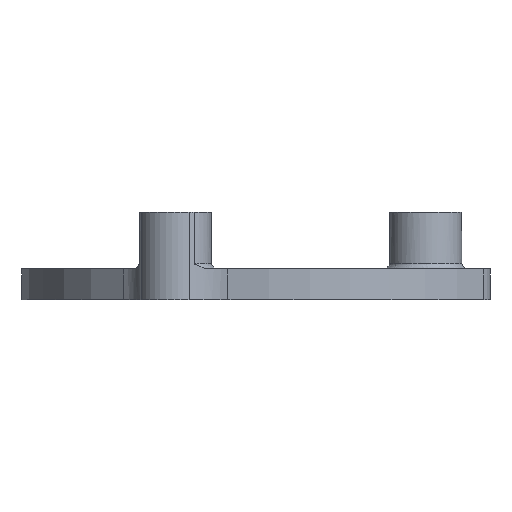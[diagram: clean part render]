
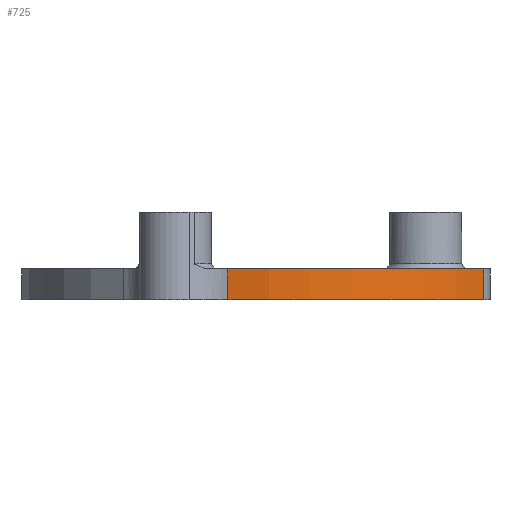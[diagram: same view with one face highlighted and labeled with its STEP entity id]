
A CAD part, left-side view. The second image highlights one B-rep face of the part: STEP entity #725.
In plain terms, the highlighted cylindrical face has radius 25 mm (diameter 50 mm), a partial arc.
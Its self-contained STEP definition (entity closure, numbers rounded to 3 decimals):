
#20=LINE('',#1713,#51);
#42=LINE('',#1781,#73);
#51=VECTOR('',#940,10.);
#73=VECTOR('',#1026,10.);
#105=CYLINDRICAL_SURFACE('',#834,25.);
#128=CIRCLE('',#745,25.);
#146=CIRCLE('',#767,25.);
#230=FACE_OUTER_BOUND('',#289,.T.);
#289=EDGE_LOOP('',(#677,#678,#679,#680));
#312=VERTEX_POINT('',#1225);
#313=VERTEX_POINT('',#1227);
#336=VERTEX_POINT('',#1669);
#337=VERTEX_POINT('',#1671);
#381=EDGE_CURVE('',#312,#313,#128,.T.);
#412=EDGE_CURVE('',#336,#337,#146,.T.);
#433=EDGE_CURVE('',#313,#336,#20,.T.);
#467=EDGE_CURVE('',#337,#312,#42,.T.);
#677=ORIENTED_EDGE('',*,*,#433,.F.);
#678=ORIENTED_EDGE('',*,*,#381,.F.);
#679=ORIENTED_EDGE('',*,*,#467,.F.);
#680=ORIENTED_EDGE('',*,*,#412,.F.);
#725=ADVANCED_FACE('',(#230),#105,.T.);
#745=AXIS2_PLACEMENT_3D('',#1228,#847,#848);
#767=AXIS2_PLACEMENT_3D('',#1672,#895,#896);
#834=AXIS2_PLACEMENT_3D('',#1800,#1056,#1057);
#847=DIRECTION('center_axis',(0.,0.,1.));
#848=DIRECTION('ref_axis',(0.512,-0.859,0.));
#895=DIRECTION('center_axis',(0.,0.,-1.));
#896=DIRECTION('ref_axis',(0.512,-0.859,0.));
#940=DIRECTION('',(0.,0.,-1.));
#1026=DIRECTION('',(0.,0.,1.));
#1056=DIRECTION('center_axis',(0.,0.,1.));
#1057=DIRECTION('ref_axis',(0.512,-0.859,0.));
#1225=CARTESIAN_POINT('',(-24.517,4.891,1.5));
#1227=CARTESIAN_POINT('',(-15.015,-19.988,1.5));
#1228=CARTESIAN_POINT('Origin',(0.,0.,1.5));
#1669=CARTESIAN_POINT('',(-15.015,-19.988,-1.5));
#1671=CARTESIAN_POINT('',(-24.517,4.891,-1.5));
#1672=CARTESIAN_POINT('Origin',(0.,0.,-1.5));
#1713=CARTESIAN_POINT('',(-15.015,-19.988,0.));
#1781=CARTESIAN_POINT('',(-24.517,4.891,0.));
#1800=CARTESIAN_POINT('Origin',(0.,0.,0.));
